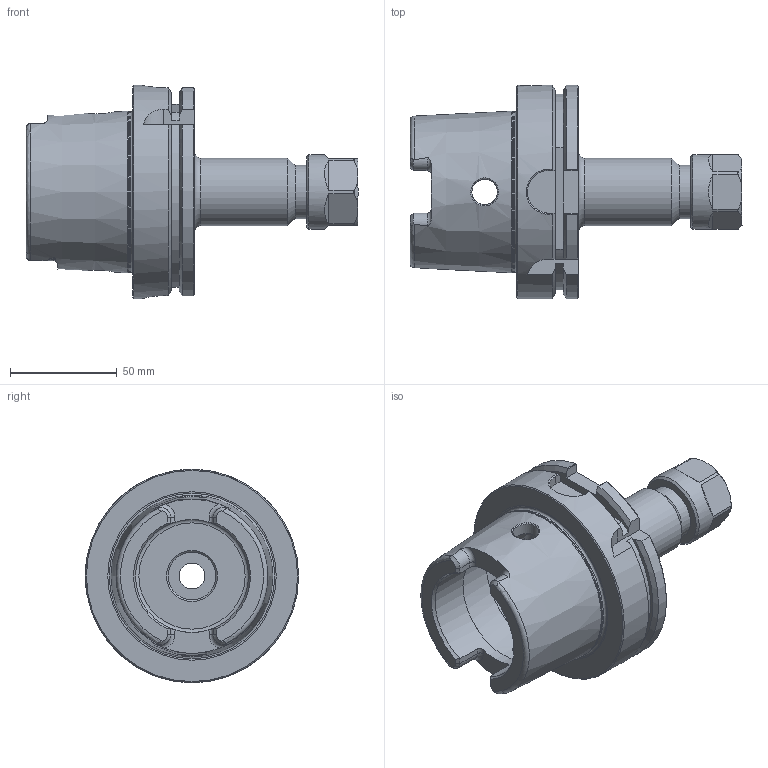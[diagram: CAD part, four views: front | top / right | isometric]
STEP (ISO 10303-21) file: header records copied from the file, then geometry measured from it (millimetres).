
FILE_DESCRIPTION((''),'2;1');
FILE_NAME('H100-20ERC416.stp','2014-08-08T09:39:44',('kaykin'),(''),'Autodesk Inventor 2012','Autodesk Inventor 2012','');
FILE_SCHEMA(('AUTOMOTIVE_DESIGN { 1 0 10303 214 1 1 1 1 }'));
Length unit declared in the file: inch
Products named in the file (3): H100-20ERC416; H100-20ER4-1; 20ERHCN
Assembly tree (2 placements, depth 2):
  H100-20ERC416
    H100-20ER4-1
    20ERHCN
Bounding box: 155.66 x 100 x 100 mm (x, y, z)
Volume: 298554.1 mm3; surface area: 63914.5 mm2
Topology: 2 solids, 2 shells, 171 faces, 432 edges, 273 vertices
Faces by surface type: plane 63, cylinder 43, cone 35, torus 19, bspline 11
Full cylindrical faces by diameter (mm): 10 x1, 11.989 x1, 12 x3, 12.751 x1, 14.478 x1, 15.76 x1, 16.84 x1, 20.83 x1, 22.377 x1, 23.5 x1, 25 x1, 25.016 x1, 26 x1, 31.75 x1, 35 x1, 53 x2, 63 x1, 75.364 x1, 100 x1
Entity records: 5900 total; most frequent: CARTESIAN_POINT 1998, ORIENTED_EDGE 750, DIRECTION 737, EDGE_CURVE 375, AXIS2_PLACEMENT_3D 311, VERTEX_POINT 260, EDGE_LOOP 231, FACE_OUTER_BOUND 171
